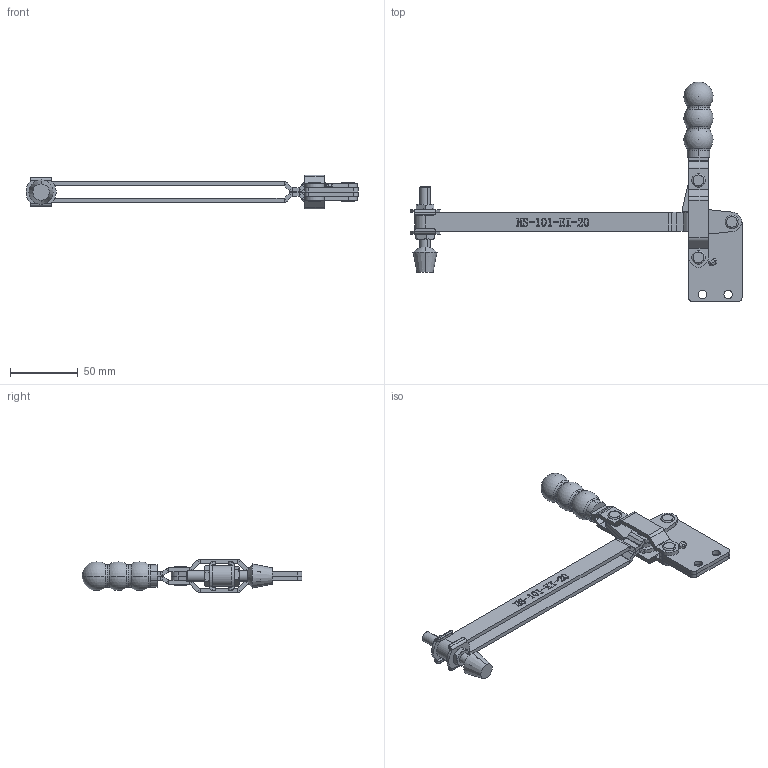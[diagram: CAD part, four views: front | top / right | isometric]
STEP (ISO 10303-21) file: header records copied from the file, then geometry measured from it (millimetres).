
FILE_DESCRIPTION (( 'STEP AP203' ), '1' );
FILE_NAME ('HS-101-EI-20 .STEP', '2019-10-14T10:19:22', ( '微软用户' ), ( '微软中国' ), 'SwSTEP 2.0', 'SolidWorks 2012', '' );
FILE_SCHEMA (( 'CONFIG_CONTROL_DESIGN' ));
Length unit declared in the file: millimetre
Products named in the file (11): HS-101-EI-20 ; FW-516; 101E-20揤參; hexagon head bolts-full thread gb_GB_FASTENER_BOLT_STBAB A M8X55-C; hex thin nuts-grades ab-chamfered gb_GB_FASTENER_NUT_STNAB M8-N; 揤輸; 种; 忒梟; 忒參; 蟀裝; 眻菁釱
Assembly tree (18 placements, depth 2):
  HS-101-EI-20 
    眻菁釱  x2
    蟀裝  x2
    忒參
    忒梟  x2
    种  x4
    揤輸
    hex thin nuts-grades ab-chamfered gb_GB_FASTENER_NUT_STNAB M8-N  x2
    hexagon head bolts-full thread gb_GB_FASTENER_BOLT_STBAB A M8X55-C
    101E-20揤參
    FW-516  x2
Bounding box: 245.57 x 162.59 x 25 mm (x, y, z)
Volume: 69557 mm3; surface area: 48827.3 mm2
Topology: 18 solids, 18 shells, 860 faces, 2176 edges, 1382 vertices
Faces by surface type: plane 495, cylinder 162, bspline 141, cone 30, torus 26, sphere 6
Entity records: 28869 total; most frequent: CARTESIAN_POINT 11554, ORIENTED_EDGE 3534, DIRECTION 2857, EDGE_CURVE 1767, VECTOR 1173, LINE 1173, VERTEX_POINT 1135, AXIS2_PLACEMENT_3D 842
